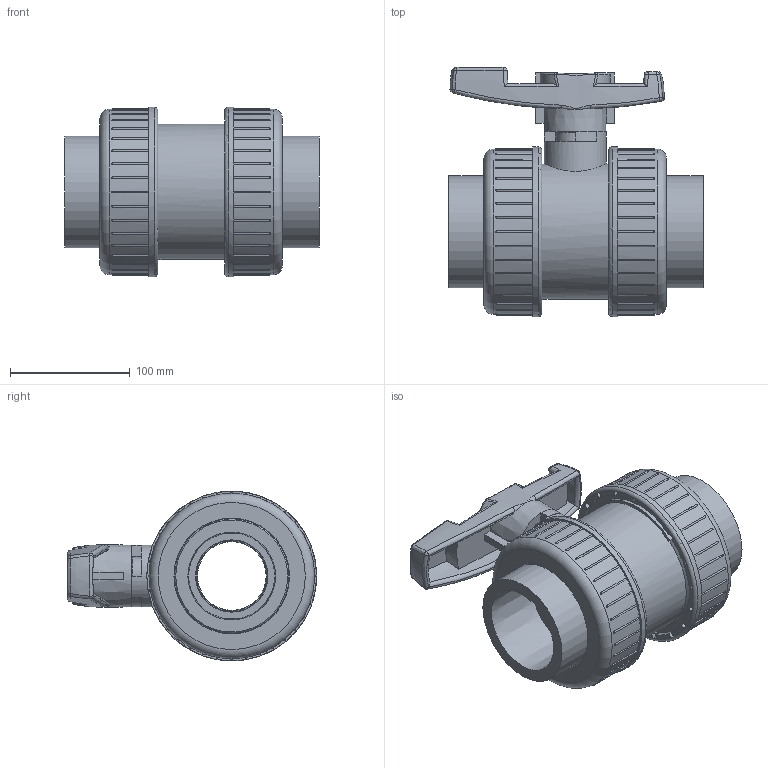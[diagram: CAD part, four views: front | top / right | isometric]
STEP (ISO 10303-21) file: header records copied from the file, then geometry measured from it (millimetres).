
FILE_DESCRIPTION(/* description */ (''),/* implementation_level */ '2;1');
FILE_NAME(/* name */ '75双由令球阀(灰）.stp',/* time_stamp */ '2023-08-05T13:29:20+08:00',/* author */ (''),/* organization */ (''),/* preprocessor_version */ 'ST-DEVELOPER v16',/* originating_system */ 'SIEMENS PLM Software NX 10.0',/* authorisation */ '');
FILE_SCHEMA (('AUTOMOTIVE_DESIGN { 1 0 10303 214 3 1 1 1 }'));
Length unit declared in the file: millimetre
Products named in the file (1): gelv05102A4Cw5ho
Bounding box: 212.85 x 208.47 x 142 mm (x, y, z)
Volume: 1799887.6 mm3; surface area: 460659.4 mm2
Topology: 16 solids, 16 shells, 769 faces, 2197 edges, 1401 vertices
Faces by surface type: plane 351, cylinder 204, sphere 85, bspline 67, torus 53, cone 9
Full cylindrical faces by diameter (mm): 25.681 x4, 31.724 x3, 33.235 x1, 34.745 x2, 37.767 x1, 51.568 x1, 57.405 x1, 58.916 x2, 60.427 x4, 68.282 x3, 69.491 x1, 71.001 x3, 76.44 x3, 77.044 x1, 83.842 x1, 84.809 x3, 89.734 x3, 92.906 x1, 93.661 x2, 95.776 x2, 96.683 x2, 98.193 x1, 99.704 x2, 100.308 x1, 109.372 x2, 113.3 x8, 128.407 x2, 138.226 x2, 142.003 x2
Entity records: 36096 total; most frequent: CARTESIAN_POINT 18215, ORIENTED_EDGE 3724, DIRECTION 3546, EDGE_CURVE 1862, AXIS2_PLACEMENT_3D 1412, VERTEX_POINT 1265, EDGE_LOOP 921, ADVANCED_FACE 760
